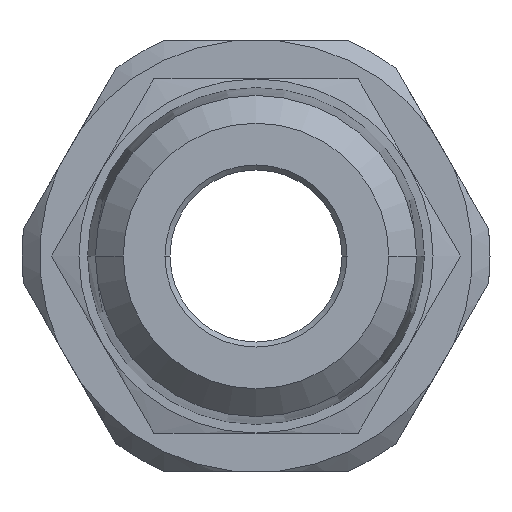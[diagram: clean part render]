
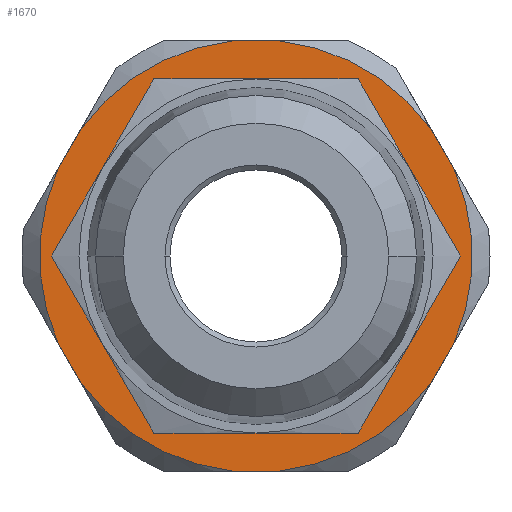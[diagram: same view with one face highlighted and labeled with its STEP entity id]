
A CAD part, front view. The second image highlights one B-rep face of the part: STEP entity #1670.
In plain terms, the highlighted planar face has unit normal (0, -1, 0).
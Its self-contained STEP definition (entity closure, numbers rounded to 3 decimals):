
#441=DIRECTION('',(0.5,0.,0.866));
#442=VECTOR('',#441,1.847);
#443=CARTESIAN_POINT('',(6.9,7.,-5.05));
#444=LINE('',#443,#442);
#445=DIRECTION('',(1.,0.,0.));
#446=VECTOR('',#445,1.847);
#447=CARTESIAN_POINT('',(-0.923,7.,-8.5));
#448=LINE('',#447,#446);
#449=DIRECTION('',(0.5,0.,-0.866));
#450=VECTOR('',#449,1.847);
#451=CARTESIAN_POINT('',(-7.823,7.,-3.45));
#452=LINE('',#451,#450);
#453=DIRECTION('',(-0.5,0.,-0.866));
#454=VECTOR('',#453,1.847);
#455=CARTESIAN_POINT('',(-6.9,7.,5.05));
#456=LINE('',#455,#454);
#457=DIRECTION('',(-1.,0.,0.));
#458=VECTOR('',#457,1.847);
#459=CARTESIAN_POINT('',(0.923,7.,8.5));
#460=LINE('',#459,#458);
#461=DIRECTION('',(-0.5,0.,0.866));
#462=VECTOR('',#461,1.847);
#463=CARTESIAN_POINT('',(7.823,7.,3.45));
#464=LINE('',#463,#462);
#465=CARTESIAN_POINT('',(0.,7.,0.));
#466=DIRECTION('',(0.,1.,0.));
#467=DIRECTION('',(-1.,0.,0.));
#468=AXIS2_PLACEMENT_3D('',#465,#466,#467);
#470=CARTESIAN_POINT('',(0.,7.,0.));
#471=DIRECTION('',(0.,1.,0.));
#472=DIRECTION('',(1.,0.,0.));
#473=AXIS2_PLACEMENT_3D('',#470,#471,#472);
#480=CARTESIAN_POINT('',(6.9,7.,-5.05));
#507=CARTESIAN_POINT('',(0.,7.,0.));
#508=DIRECTION('',(0.,1.,0.));
#509=DIRECTION('',(-0.108,0.,-0.994));
#510=AXIS2_PLACEMENT_3D('',#507,#508,#509);
#512=CARTESIAN_POINT('',(0.,7.,0.));
#513=DIRECTION('',(0.,1.,0.));
#514=DIRECTION('',(0.807,0.,-0.591));
#515=AXIS2_PLACEMENT_3D('',#512,#513,#514);
#517=CARTESIAN_POINT('',(0.,7.,0.));
#518=DIRECTION('',(0.,-1.,0.));
#519=DIRECTION('',(0.915,0.,-0.404));
#520=AXIS2_PLACEMENT_3D('',#517,#518,#519);
#522=CARTESIAN_POINT('',(0.,7.,0.));
#523=DIRECTION('',(0.,-1.,0.));
#524=DIRECTION('',(0.807,0.,0.591));
#525=AXIS2_PLACEMENT_3D('',#522,#523,#524);
#527=CARTESIAN_POINT('',(0.,7.,0.));
#528=DIRECTION('',(0.,-1.,0.));
#529=DIRECTION('',(-0.108,0.,0.994));
#530=AXIS2_PLACEMENT_3D('',#527,#528,#529);
#532=CARTESIAN_POINT('',(0.,7.,0.));
#533=DIRECTION('',(0.,-1.,0.));
#534=DIRECTION('',(-0.915,0.,0.404));
#535=AXIS2_PLACEMENT_3D('',#532,#533,#534);
#542=CARTESIAN_POINT('',(-0.923,7.,-8.5));
#604=CARTESIAN_POINT('',(-7.823,7.,-3.45));
#684=CARTESIAN_POINT('',(7.823,7.,3.45));
#716=CARTESIAN_POINT('',(0.923,7.,8.5));
#748=CARTESIAN_POINT('',(-6.9,7.,5.05));
#893=VERTEX_POINT('',#684);
#895=VERTEX_POINT('',#716);
#897=VERTEX_POINT('',#748);
#914=VERTEX_POINT('',#480);
#916=VERTEX_POINT('',#604);
#918=VERTEX_POINT('',#542);
#934=CARTESIAN_POINT('',(7.823,7.,-3.45));
#935=VERTEX_POINT('',#934);
#936=CARTESIAN_POINT('',(6.9,7.,5.05));
#937=VERTEX_POINT('',#936);
#938=CARTESIAN_POINT('',(-0.923,7.,8.5));
#939=VERTEX_POINT('',#938);
#940=CARTESIAN_POINT('',(-7.823,7.,3.45));
#941=VERTEX_POINT('',#940);
#942=CARTESIAN_POINT('',(-6.9,7.,-5.05));
#943=VERTEX_POINT('',#942);
#944=CARTESIAN_POINT('',(0.923,7.,-8.5));
#945=VERTEX_POINT('',#944);
#998=CARTESIAN_POINT('',(-7.,7.,0.));
#999=VERTEX_POINT('',#998);
#1000=CARTESIAN_POINT('',(7.,7.,0.));
#1001=VERTEX_POINT('',#1000);
#1635=CARTESIAN_POINT('',(0.,7.,0.));
#1636=DIRECTION('',(0.,-1.,0.));
#1637=DIRECTION('',(-1.,0.,0.));
#1638=AXIS2_PLACEMENT_3D('',#1635,#1636,#1637);
#1639=PLANE('',#1638);
#1641=ORIENTED_EDGE('',*,*,#1640,.F.);
#1643=ORIENTED_EDGE('',*,*,#1642,.T.);
#1645=ORIENTED_EDGE('',*,*,#1644,.F.);
#1647=ORIENTED_EDGE('',*,*,#1646,.T.);
#1649=ORIENTED_EDGE('',*,*,#1648,.F.);
#1651=ORIENTED_EDGE('',*,*,#1650,.F.);
#1653=ORIENTED_EDGE('',*,*,#1652,.F.);
#1655=ORIENTED_EDGE('',*,*,#1654,.F.);
#1657=ORIENTED_EDGE('',*,*,#1656,.F.);
#1659=ORIENTED_EDGE('',*,*,#1658,.F.);
#1661=ORIENTED_EDGE('',*,*,#1660,.F.);
#1663=ORIENTED_EDGE('',*,*,#1662,.F.);
#1664=EDGE_LOOP('',(#1641,#1643,#1645,#1647,#1649,#1651,#1653,#1655,#1657,#1659,
#1661,#1663));
#1665=FACE_OUTER_BOUND('',#1664,.F.);
#1666=ORIENTED_EDGE('',*,*,#1628,.F.);
#1667=ORIENTED_EDGE('',*,*,#1617,.F.);
#1668=EDGE_LOOP('',(#1666,#1667));
#1669=FACE_BOUND('',#1668,.F.);
#1670=ADVANCED_FACE('',(#1665,#1669),#1639,.T.);
#469=CIRCLE('',#468,7.);
#474=CIRCLE('',#473,7.);
#511=CIRCLE('',#510,8.55);
#516=CIRCLE('',#515,8.55);
#521=CIRCLE('',#520,8.55);
#526=CIRCLE('',#525,8.55);
#531=CIRCLE('',#530,8.55);
#536=CIRCLE('',#535,8.55);
#1617=EDGE_CURVE('',#1001,#999,#474,.T.);
#1628=EDGE_CURVE('',#999,#1001,#469,.T.);
#1640=EDGE_CURVE('',#914,#935,#444,.T.);
#1642=EDGE_CURVE('',#914,#945,#516,.T.);
#1644=EDGE_CURVE('',#918,#945,#448,.T.);
#1646=EDGE_CURVE('',#918,#943,#511,.T.);
#1648=EDGE_CURVE('',#916,#943,#452,.T.);
#1650=EDGE_CURVE('',#941,#916,#536,.T.);
#1652=EDGE_CURVE('',#897,#941,#456,.T.);
#1654=EDGE_CURVE('',#939,#897,#531,.T.);
#1656=EDGE_CURVE('',#895,#939,#460,.T.);
#1658=EDGE_CURVE('',#937,#895,#526,.T.);
#1660=EDGE_CURVE('',#893,#937,#464,.T.);
#1662=EDGE_CURVE('',#935,#893,#521,.T.);
